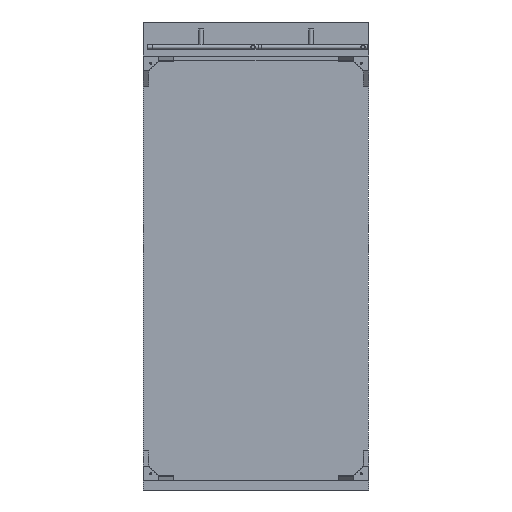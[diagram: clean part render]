
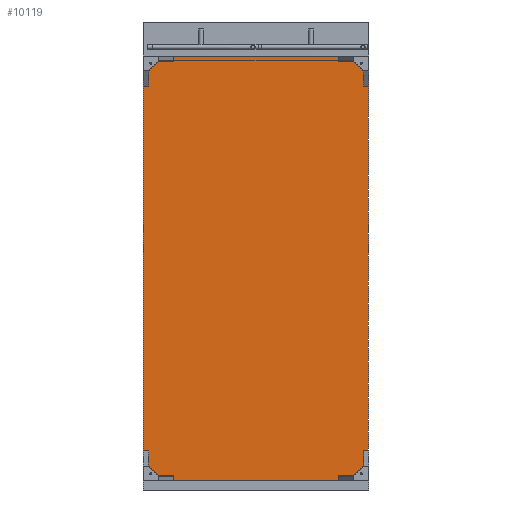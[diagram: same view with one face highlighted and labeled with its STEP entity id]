
A CAD part, front view. The second image highlights one B-rep face of the part: STEP entity #10119.
In plain terms, the highlighted planar face has unit normal (0, -1, 0).
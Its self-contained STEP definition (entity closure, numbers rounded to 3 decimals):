
#1001 = FACE_OUTER_BOUND ( 'NONE', #2253, .T. ) ;
#1016 = VERTEX_POINT ( 'NONE', #7192 ) ;
#1726 = ORIENTED_EDGE ( 'NONE', *, *, #4985, .T. ) ;
#1888 = ORIENTED_EDGE ( 'NONE', *, *, #4975, .F. ) ;
#2253 = EDGE_LOOP ( 'NONE', ( #1888, #2430, #1726, #2477 ) ) ;
#2430 = ORIENTED_EDGE ( 'NONE', *, *, #3703, .F. ) ;
#2477 = ORIENTED_EDGE ( 'NONE', *, *, #4937, .T. ) ;
#2608 = VERTEX_POINT ( 'NONE', #9803 ) ;
#2807 = CARTESIAN_POINT ( 'NONE',  ( -1125., 0., -4250. ) ) ;
#2817 = DIRECTION ( 'NONE',  ( 0., 0., 1. ) ) ;
#3329 = VERTEX_POINT ( 'NONE', #7017 ) ;
#3554 = AXIS2_PLACEMENT_3D ( 'NONE', #10442, #10296, #10283 ) ;
#3703 = EDGE_CURVE ( 'NONE', #3329, #2608, #10162, .T. ) ;
#4937 = EDGE_CURVE ( 'NONE', #1016, #5132, #6922, .T. ) ;
#4975 = EDGE_CURVE ( 'NONE', #2608, #5132, #6861, .T. ) ;
#4985 = EDGE_CURVE ( 'NONE', #3329, #1016, #6781, .T. ) ;
#5132 = VERTEX_POINT ( 'NONE', #8200 ) ;
#6728 = VECTOR ( 'NONE', #9542, 1000. ) ;
#6781 = LINE ( 'NONE', #9544, #6947 ) ;
#6861 = LINE ( 'NONE', #9631, #6728 ) ;
#6922 = LINE ( 'NONE', #9848, #7011 ) ;
#6947 = VECTOR ( 'NONE', #9536, 1000. ) ;
#7011 = VECTOR ( 'NONE', #9689, 1000. ) ;
#7017 = CARTESIAN_POINT ( 'NONE',  ( -1125., 0., -4250. ) ) ;
#7192 = CARTESIAN_POINT ( 'NONE',  ( 1125., 0., -4250. ) ) ;
#8200 = CARTESIAN_POINT ( 'NONE',  ( 1125., 0., 0. ) ) ;
#9536 = DIRECTION ( 'NONE',  ( 1., 0., 0. ) ) ;
#9542 = DIRECTION ( 'NONE',  ( 1., 0., 0. ) ) ;
#9544 = CARTESIAN_POINT ( 'NONE',  ( -1125., 0., -4250. ) ) ;
#9631 = CARTESIAN_POINT ( 'NONE',  ( -1125., 0., 0. ) ) ;
#9689 = DIRECTION ( 'NONE',  ( 0., 0., 1. ) ) ;
#9803 = CARTESIAN_POINT ( 'NONE',  ( -1125., 0., 0. ) ) ;
#9848 = CARTESIAN_POINT ( 'NONE',  ( 1125., 0., -4250. ) ) ;
#10051 = VECTOR ( 'NONE', #2817, 1000. ) ;
#10119 = ADVANCED_FACE ( 'NONE', ( #1001 ), #10327, .T. ) ;
#10162 = LINE ( 'NONE', #2807, #10051 ) ;
#10283 = DIRECTION ( 'NONE',  ( 0., 0., -1. ) ) ;
#10296 = DIRECTION ( 'NONE',  ( 0., -1., 0. ) ) ;
#10327 = PLANE ( 'NONE',  #3554 ) ;
#10442 = CARTESIAN_POINT ( 'NONE',  ( -1125., 0., -4250. ) ) ;
